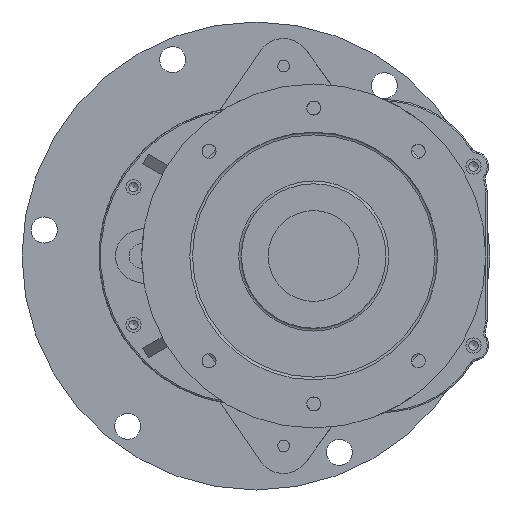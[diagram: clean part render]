
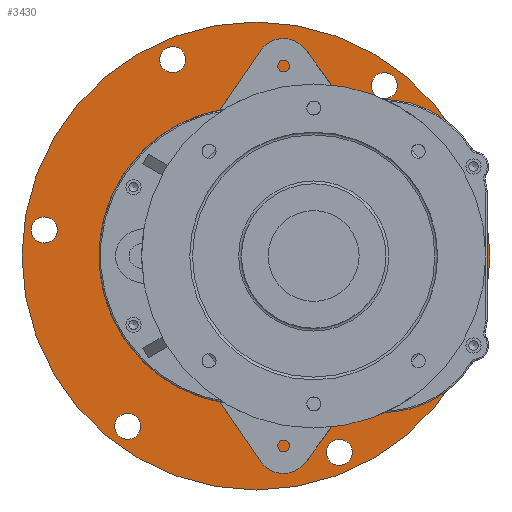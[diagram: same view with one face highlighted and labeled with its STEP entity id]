
A CAD part, left-side view. The second image highlights one B-rep face of the part: STEP entity #3430.
In plain terms, the highlighted planar face has unit normal (-1, 0, 0).
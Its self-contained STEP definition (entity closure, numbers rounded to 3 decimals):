
#17 = DIRECTION ( 'NONE',  ( -1., 0., 0. ) ) ;
#455 = DIRECTION ( 'NONE',  ( -1., 0., 0. ) ) ;
#458 = DIRECTION ( 'NONE',  ( 1., 0., 0. ) ) ;
#812 = CIRCLE ( 'NONE', #12743, 9.5 ) ;
#881 = CARTESIAN_POINT ( 'NONE',  ( 0., 0., -170. ) ) ;
#910 = CARTESIAN_POINT ( 'NONE',  ( 0., -52.336, -147.428 ) ) ;
#1089 = AXIS2_PLACEMENT_3D ( 'NONE', #17526, #1470, #6179 ) ;
#1302 = FACE_BOUND ( 'NONE', #13102, .T. ) ;
#1470 = DIRECTION ( 'NONE',  ( -1., 0., 0. ) ) ;
#1586 = DIRECTION ( 'NONE',  ( -1., 0., 0. ) ) ;
#1710 = CARTESIAN_POINT ( 'NONE',  ( 0., -136.894, -17.59 ) ) ;
#1758 = EDGE_CURVE ( 'NONE', #8164, #13560, #20538, .T. ) ;
#2114 = CARTESIAN_POINT ( 'NONE',  ( 0., -137.895, -13.006 ) ) ;
#2221 = EDGE_CURVE ( 'NONE', #12134, #12134, #19187, .T. ) ;
#2358 = CARTESIAN_POINT ( 'NONE',  ( 0., 93.281, -123.789 ) ) ;
#2373 = CARTESIAN_POINT ( 'NONE',  ( 0., -93.281, 123.789 ) ) ;
#2557 = AXIS2_PLACEMENT_3D ( 'NONE', #2358, #20436, #12078 ) ;
#2829 = CARTESIAN_POINT ( 'NONE',  ( 0., 0., -101.823 ) ) ;
#3131 = CIRCLE ( 'NONE', #1089, 9.5 ) ;
#3354 = DIRECTION ( 'NONE',  ( 0., 0.866, -0.5 ) ) ;
#3430 = ADVANCED_FACE ( 'NONE', ( #1302, #11458, #6535, #20988, #9951, #9849, #16379, #14442 ), #19477, .T. ) ;
#3536 = VERTEX_POINT ( 'NONE', #20024 ) ;
#3771 = CARTESIAN_POINT ( 'NONE',  ( 0., 0., 0. ) ) ;
#4097 = CIRCLE ( 'NONE', #8492, 9.5 ) ;
#4851 = VERTEX_POINT ( 'NONE', #12846 ) ;
#4902 = VERTEX_POINT ( 'NONE', #1710 ) ;
#4964 = CARTESIAN_POINT ( 'NONE',  ( 0., -60.563, -142.678 ) ) ;
#5188 = AXIS2_PLACEMENT_3D ( 'NONE', #3771, #9099, #7397 ) ;
#5733 = DIRECTION ( 'NONE',  ( 0., -1., 0. ) ) ;
#5979 = EDGE_CURVE ( 'NONE', #4902, #19835, #16009, .T. ) ;
#6179 = DIRECTION ( 'NONE',  ( 0., 0., -1. ) ) ;
#6535 = FACE_BOUND ( 'NONE', #15442, .T. ) ;
#6586 = EDGE_CURVE ( 'NONE', #9442, #9442, #13117, .T. ) ;
#6615 = AXIS2_PLACEMENT_3D ( 'NONE', #19116, #11680, #18012 ) ;
#6765 = EDGE_CURVE ( 'NONE', #13560, #4902, #15183, .T. ) ;
#6767 = ORIENTED_EDGE ( 'NONE', *, *, #20479, .F. ) ;
#6876 = ORIENTED_EDGE ( 'NONE', *, *, #16306, .F. ) ;
#6941 = CARTESIAN_POINT ( 'NONE',  ( 0., -82.192, -101.823 ) ) ;
#6969 = DIRECTION ( 'NONE',  ( 0., 0., -1. ) ) ;
#7231 = AXIS2_PLACEMENT_3D ( 'NONE', #4964, #17998, #3354 ) ;
#7299 = CARTESIAN_POINT ( 'NONE',  ( 0., 6., 0. ) ) ;
#7395 = ORIENTED_EDGE ( 'NONE', *, *, #17096, .F. ) ;
#7397 = DIRECTION ( 'NONE',  ( 0., 0., 1. ) ) ;
#7503 = AXIS2_PLACEMENT_3D ( 'NONE', #7299, #17046, #17259 ) ;
#7829 = DIRECTION ( 'NONE',  ( 0., 0., 1. ) ) ;
#7860 = EDGE_LOOP ( 'NONE', ( #10770 ) ) ;
#8164 = VERTEX_POINT ( 'NONE', #11824 ) ;
#8247 = CARTESIAN_POINT ( 'NONE',  ( 0., 0., 0. ) ) ;
#8366 = VERTEX_POINT ( 'NONE', #14889 ) ;
#8367 = AXIS2_PLACEMENT_3D ( 'NONE', #12599, #1586, #14306 ) ;
#8492 = AXIS2_PLACEMENT_3D ( 'NONE', #11783, #455, #15103 ) ;
#8581 = CARTESIAN_POINT ( 'NONE',  ( 0., 153.845, 28.39 ) ) ;
#8622 = AXIS2_PLACEMENT_3D ( 'NONE', #15108, #458, #6969 ) ;
#8869 = CIRCLE ( 'NONE', #7503, 103. ) ;
#9099 = DIRECTION ( 'NONE',  ( 1., 0., 0. ) ) ;
#9442 = VERTEX_POINT ( 'NONE', #19184 ) ;
#9621 = EDGE_LOOP ( 'NONE', ( #10347 ) ) ;
#9715 = ORIENTED_EDGE ( 'NONE', *, *, #5979, .T. ) ;
#9716 = EDGE_CURVE ( 'NONE', #3536, #12007, #8869, .T. ) ;
#9849 = FACE_BOUND ( 'NONE', #7860, .T. ) ;
#9951 = FACE_BOUND ( 'NONE', #12857, .T. ) ;
#10347 = ORIENTED_EDGE ( 'NONE', *, *, #19570, .F. ) ;
#10770 = ORIENTED_EDGE ( 'NONE', *, *, #12389, .F. ) ;
#11040 = EDGE_CURVE ( 'NONE', #4851, #4851, #3131, .T. ) ;
#11458 = FACE_BOUND ( 'NONE', #18054, .T. ) ;
#11542 = VECTOR ( 'NONE', #5733, 1000. ) ;
#11680 = DIRECTION ( 'NONE',  ( -1., 0., 0. ) ) ;
#11783 = CARTESIAN_POINT ( 'NONE',  ( 0., 60.563, 142.678 ) ) ;
#11824 = CARTESIAN_POINT ( 'NONE',  ( 0., -92.603, 103. ) ) ;
#12007 = VERTEX_POINT ( 'NONE', #13434 ) ;
#12078 = DIRECTION ( 'NONE',  ( 0., 0.866, 0.5 ) ) ;
#12134 = VERTEX_POINT ( 'NONE', #910 ) ;
#12389 = EDGE_CURVE ( 'NONE', #18111, #18111, #18246, .T. ) ;
#12599 = CARTESIAN_POINT ( 'NONE',  ( 0., -153.845, -18.89 ) ) ;
#12743 = AXIS2_PLACEMENT_3D ( 'NONE', #2373, #13593, #20455 ) ;
#12846 = CARTESIAN_POINT ( 'NONE',  ( 0., -153.845, -28.39 ) ) ;
#12857 = EDGE_LOOP ( 'NONE', ( #7395 ) ) ;
#13102 = EDGE_LOOP ( 'NONE', ( #13710 ) ) ;
#13117 = CIRCLE ( 'NONE', #2557, 9.5 ) ;
#13434 = CARTESIAN_POINT ( 'NONE',  ( 0., 6., 103. ) ) ;
#13560 = VERTEX_POINT ( 'NONE', #2114 ) ;
#13593 = DIRECTION ( 'NONE',  ( -1., 0., 0. ) ) ;
#13703 = VERTEX_POINT ( 'NONE', #18428 ) ;
#13710 = ORIENTED_EDGE ( 'NONE', *, *, #6586, .F. ) ;
#13715 = ORIENTED_EDGE ( 'NONE', *, *, #1758, .T. ) ;
#13753 = AXIS2_PLACEMENT_3D ( 'NONE', #8247, #17, #7829 ) ;
#14306 = DIRECTION ( 'NONE',  ( 0., 0., 1. ) ) ;
#14442 = FACE_OUTER_BOUND ( 'NONE', #9621, .T. ) ;
#14867 = VECTOR ( 'NONE', #15425, 1000. ) ;
#14889 = CARTESIAN_POINT ( 'NONE',  ( 0., 52.336, 147.428 ) ) ;
#14972 = EDGE_CURVE ( 'NONE', #12007, #8164, #20353, .T. ) ;
#15103 = DIRECTION ( 'NONE',  ( 0., -0.866, 0.5 ) ) ;
#15108 = CARTESIAN_POINT ( 'NONE',  ( 0., 0., 0. ) ) ;
#15154 = EDGE_LOOP ( 'NONE', ( #6767 ) ) ;
#15183 = CIRCLE ( 'NONE', #8367, 17. ) ;
#15425 = DIRECTION ( 'NONE',  ( 0., -1., 0. ) ) ;
#15442 = EDGE_LOOP ( 'NONE', ( #15783 ) ) ;
#15783 = ORIENTED_EDGE ( 'NONE', *, *, #11040, .F. ) ;
#15883 = LINE ( 'NONE', #2829, #11542 ) ;
#16009 = LINE ( 'NONE', #21156, #16896 ) ;
#16306 = EDGE_CURVE ( 'NONE', #3536, #19835, #15883, .T. ) ;
#16379 = FACE_BOUND ( 'NONE', #19615, .T. ) ;
#16619 = ORIENTED_EDGE ( 'NONE', *, *, #2221, .F. ) ;
#16875 = ORIENTED_EDGE ( 'NONE', *, *, #14972, .T. ) ;
#16896 = VECTOR ( 'NONE', #19333, 1000. ) ;
#17046 = DIRECTION ( 'NONE',  ( 1., 0., 0. ) ) ;
#17096 = EDGE_CURVE ( 'NONE', #8366, #8366, #4097, .T. ) ;
#17259 = DIRECTION ( 'NONE',  ( 0., 0., 1. ) ) ;
#17526 = CARTESIAN_POINT ( 'NONE',  ( 0., -153.845, -18.89 ) ) ;
#17831 = CIRCLE ( 'NONE', #8622, 170. ) ;
#17961 = ORIENTED_EDGE ( 'NONE', *, *, #9716, .T. ) ;
#17998 = DIRECTION ( 'NONE',  ( -1., 0., 0. ) ) ;
#18012 = DIRECTION ( 'NONE',  ( 0., 0., 1. ) ) ;
#18054 = EDGE_LOOP ( 'NONE', ( #16619 ) ) ;
#18111 = VERTEX_POINT ( 'NONE', #8581 ) ;
#18180 = ORIENTED_EDGE ( 'NONE', *, *, #6765, .T. ) ;
#18246 = CIRCLE ( 'NONE', #6615, 9.5 ) ;
#18428 = CARTESIAN_POINT ( 'NONE',  ( 0., -101.509, 119.039 ) ) ;
#18748 = VERTEX_POINT ( 'NONE', #881 ) ;
#19116 = CARTESIAN_POINT ( 'NONE',  ( 0., 153.845, 18.89 ) ) ;
#19184 = CARTESIAN_POINT ( 'NONE',  ( 0., 101.509, -119.039 ) ) ;
#19187 = CIRCLE ( 'NONE', #7231, 9.5 ) ;
#19333 = DIRECTION ( 'NONE',  ( 0., 0.545, -0.839 ) ) ;
#19477 = PLANE ( 'NONE',  #13753 ) ;
#19570 = EDGE_CURVE ( 'NONE', #18748, #18748, #17831, .T. ) ;
#19615 = EDGE_LOOP ( 'NONE', ( #6876, #17961, #16875, #13715, #18180, #9715 ) ) ;
#19835 = VERTEX_POINT ( 'NONE', #6941 ) ;
#20024 = CARTESIAN_POINT ( 'NONE',  ( 0., -9.524, -101.823 ) ) ;
#20353 = LINE ( 'NONE', #20456, #14867 ) ;
#20436 = DIRECTION ( 'NONE',  ( -1., 0., 0. ) ) ;
#20455 = DIRECTION ( 'NONE',  ( 0., -0.866, -0.5 ) ) ;
#20456 = CARTESIAN_POINT ( 'NONE',  ( 0., -92.219, 103. ) ) ;
#20479 = EDGE_CURVE ( 'NONE', #13703, #13703, #812, .T. ) ;
#20538 = CIRCLE ( 'NONE', #5188, 138.507 ) ;
#20988 = FACE_BOUND ( 'NONE', #15154, .T. ) ;
#21156 = CARTESIAN_POINT ( 'NONE',  ( 0., -104.322, -67.747 ) ) ;
